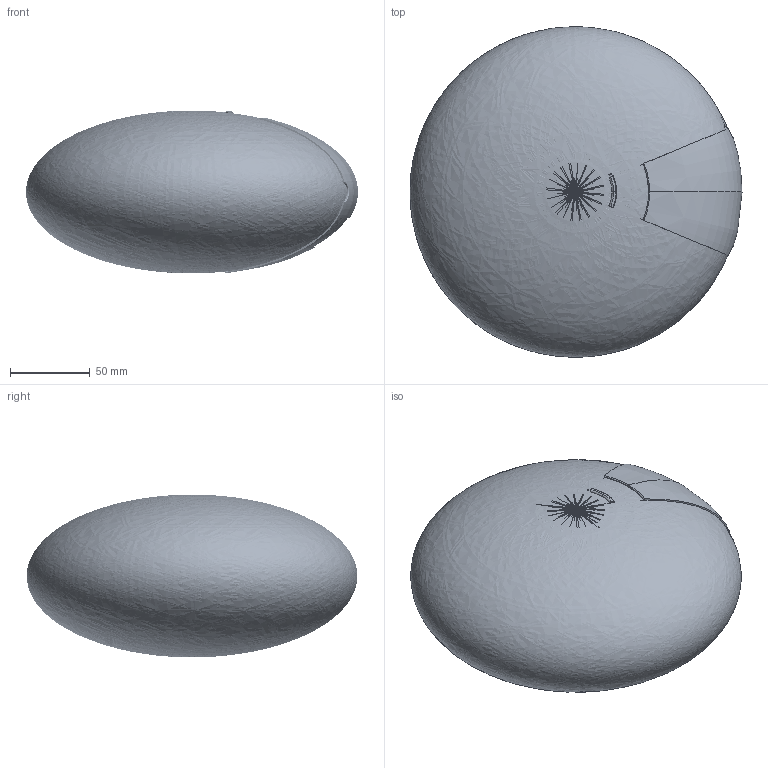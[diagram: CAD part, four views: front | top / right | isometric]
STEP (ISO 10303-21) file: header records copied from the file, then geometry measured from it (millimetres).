
FILE_DESCRIPTION(('FreeCAD Model'),'2;1');
FILE_NAME('Open CASCADE Shape Model','2024-01-07T00:51:02',('Author'),( ''),'Open CASCADE STEP processor 7.6','FreeCAD','Unknown');
FILE_SCHEMA(('AUTOMOTIVE_DESIGN { 1 0 10303 214 1 1 1 1 }'));
Length unit declared in the file: millimetre
Products named in the file (2): Part; Body
Assembly tree (1 placements, depth 2):
  Part
    Body
Bounding box: 207.97 x 206.99 x 102 mm (x, y, z)
Volume: 37808.8 mm3; surface area: 776669.8 mm2
Topology: 1 solids, 1 shells, 219 faces, 602 edges, 381 vertices
Faces by surface type: plane 89, cylinder 65, revolution 24, cone 17, bspline 16, torus 6, extrusion 2
Full cylindrical faces by diameter (mm): 2 x11
Entity records: 14236 total; most frequent: CARTESIAN_POINT 8935, ORIENTED_EDGE 1180, DIRECTION 1031, EDGE_CURVE 590, AXIS2_PLACEMENT_3D 419, VERTEX_POINT 377, FACE_BOUND 229, EDGE_LOOP 229
